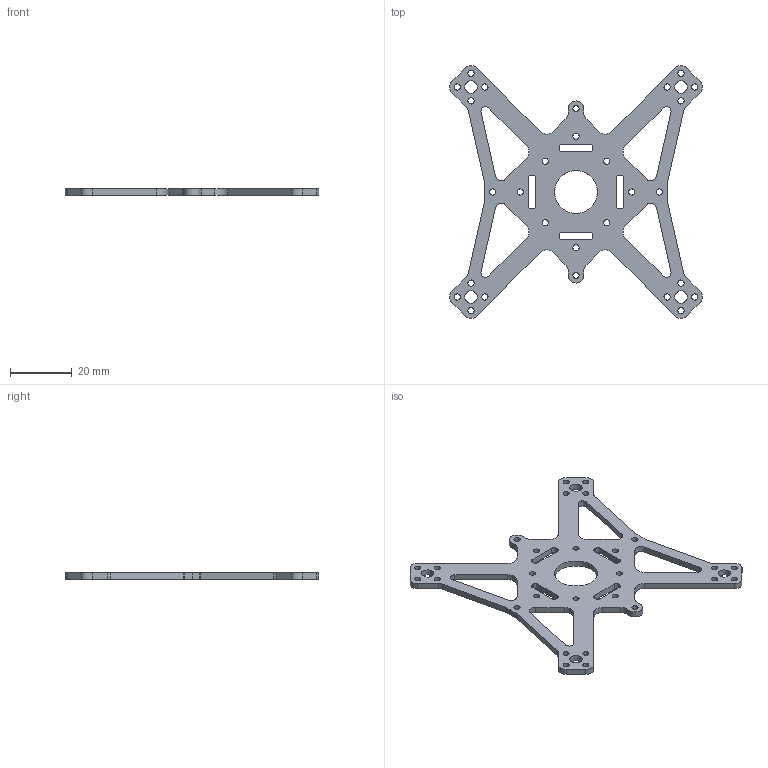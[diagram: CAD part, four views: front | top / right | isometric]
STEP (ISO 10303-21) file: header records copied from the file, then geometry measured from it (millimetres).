
FILE_DESCRIPTION(/* description */ (''),/* implementation_level */ '2;1');
FILE_NAME(/* name */ '2-Inch-Drone-V1 v34.step',/* time_stamp */ '2023-11-12T10:26:51+08:00',/* author */ (''),/* organization */ (''),/* preprocessor_version */ 'ST-DEVELOPER v20',/* originating_system */ 'Autodesk Translation Framework v12.14.0.127',/* authorisation */ '');
FILE_SCHEMA (('AUTOMOTIVE_DESIGN { 1 0 10303 214 3 1 1 }'));
Length unit declared in the file: millimetre
Products named in the file (1): 2-Inch-Drone-V1
Bounding box: 81.98 x 81.98 x 2 mm (x, y, z)
Volume: 5333.1 mm3; surface area: 7329.6 mm2
Topology: 1 solids, 1 shells, 145 faces, 429 edges, 286 vertices
Faces by surface type: cylinder 87, plane 58
Full cylindrical faces by diameter (mm): 2 x28, 4 x4, 14 x1
Entity records: 5114 total; most frequent: DIRECTION 895, CARTESIAN_POINT 861, ORIENTED_EDGE 858, EDGE_CURVE 429, AXIS2_PLACEMENT_3D 320, VERTEX_POINT 286, LINE 255, VECTOR 255
